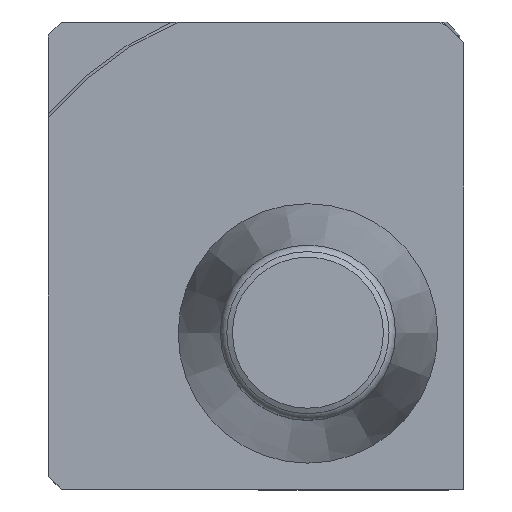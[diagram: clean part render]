
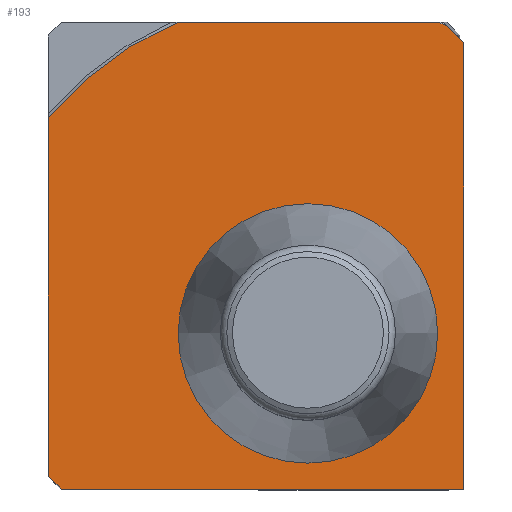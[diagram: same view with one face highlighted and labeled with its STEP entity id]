
A CAD part, top view. The second image highlights one B-rep face of the part: STEP entity #193.
In plain terms, the highlighted planar face has unit normal (0, 0, 1).
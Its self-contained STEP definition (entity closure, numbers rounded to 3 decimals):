
#112=FACE_BOUND('',#312,.T.);
#113=FACE_BOUND('',#313,.T.);
#146=CIRCLE('',#1003,13.);
#147=CIRCLE('',#1005,13.);
#148=CIRCLE('',#1013,5.);
#193=ADVANCED_FACE('AL5R_SU1',(#112,#113),#238,.T.);
#238=PLANE('',#1014);
#312=EDGE_LOOP('',(#476));
#313=EDGE_LOOP('',(#477,#478,#479,#480,#481,#482,#483,#484));
#476=ORIENTED_EDGE('',*,*,#722,.F.);
#477=ORIENTED_EDGE('',*,*,#694,.F.);
#478=ORIENTED_EDGE('',*,*,#699,.T.);
#479=ORIENTED_EDGE('',*,*,#692,.F.);
#480=ORIENTED_EDGE('',*,*,#709,.F.);
#481=ORIENTED_EDGE('',*,*,#720,.T.);
#482=ORIENTED_EDGE('',*,*,#715,.T.);
#483=ORIENTED_EDGE('',*,*,#704,.F.);
#484=ORIENTED_EDGE('',*,*,#714,.T.);
#603=VERTEX_POINT('',#1392);
#606=VERTEX_POINT('',#1399);
#607=VERTEX_POINT('',#1404);
#608=VERTEX_POINT('',#1406);
#616=VERTEX_POINT('',#1431);
#617=VERTEX_POINT('',#1433);
#621=VERTEX_POINT('',#1445);
#622=VERTEX_POINT('',#1457);
#623=VERTEX_POINT('',#1474);
#692=EDGE_CURVE('',#606,#603,#794,.T.);
#694=EDGE_CURVE('',#607,#608,#796,.T.);
#699=EDGE_CURVE('',#607,#603,#800,.T.);
#704=EDGE_CURVE('',#616,#617,#804,.T.);
#709=EDGE_CURVE('',#621,#606,#807,.T.);
#714=EDGE_CURVE('',#616,#608,#146,.T.);
#715=EDGE_CURVE('',#622,#617,#147,.T.);
#720=EDGE_CURVE('',#621,#622,#813,.T.);
#722=EDGE_CURVE('',#623,#623,#148,.T.);
#794=LINE('',#1400,#873);
#796=LINE('',#1405,#875);
#800=LINE('',#1418,#879);
#804=LINE('',#1432,#883);
#807=LINE('',#1446,#886);
#813=LINE('',#1468,#892);
#873=VECTOR('',#1132,1.);
#875=VECTOR('',#1138,1.);
#879=VECTOR('',#1144,1.);
#883=VECTOR('',#1150,1.);
#886=VECTOR('',#1157,1.);
#892=VECTOR('',#1185,1.);
#1003=AXIS2_PLACEMENT_3D('',#1454,#1169,#1170);
#1005=AXIS2_PLACEMENT_3D('',#1456,#1173,#1174);
#1013=AXIS2_PLACEMENT_3D('',#1473,#1193,#1194);
#1014=AXIS2_PLACEMENT_3D('',#1475,#1195,#1196);
#1132=DIRECTION('',(-1.,0.,0.));
#1138=DIRECTION('',(0.,1.,0.));
#1144=DIRECTION('',(0.707,-0.707,0.));
#1150=DIRECTION('',(1.,0.,0.));
#1157=DIRECTION('',(0.,-1.,0.));
#1169=DIRECTION('',(0.,0.,1.));
#1170=DIRECTION('',(-1.,0.,0.));
#1173=DIRECTION('',(0.,0.,1.));
#1174=DIRECTION('',(-1.,0.,0.));
#1185=DIRECTION('',(-0.695,0.719,0.));
#1193=DIRECTION('',(0.,0.,1.));
#1194=DIRECTION('',(1.,0.,0.));
#1195=DIRECTION('',(0.,0.,1.));
#1196=DIRECTION('',(1.,0.,0.));
#1392=CARTESIAN_POINT('',(-9.5,-6.,0.));
#1399=CARTESIAN_POINT('',(6.,-6.,0.));
#1400=CARTESIAN_POINT('',(6.,-6.,0.));
#1404=CARTESIAN_POINT('',(-10.,-5.5,0.));
#1405=CARTESIAN_POINT('',(-10.,-6.,0.));
#1406=CARTESIAN_POINT('',(-10.,8.307,0.));
#1418=CARTESIAN_POINT('',(-10.,-5.5,0.));
#1431=CARTESIAN_POINT('',(-5.,12.,0.));
#1432=CARTESIAN_POINT('',(-10.,12.,0.));
#1433=CARTESIAN_POINT('',(5.,12.,0.));
#1445=CARTESIAN_POINT('',(6.,11.193,0.));
#1446=CARTESIAN_POINT('',(6.,12.,0.));
#1454=CARTESIAN_POINT('',(0.,0.,0.));
#1456=CARTESIAN_POINT('',(0.,0.,0.));
#1457=CARTESIAN_POINT('',(5.381,11.834,0.));
#1468=CARTESIAN_POINT('',(5.219,12.002,0.));
#1473=CARTESIAN_POINT('',(0.,0.,0.));
#1474=CARTESIAN_POINT('',(5.,0.,0.));
#1475=CARTESIAN_POINT('',(-2.,3.,0.));
